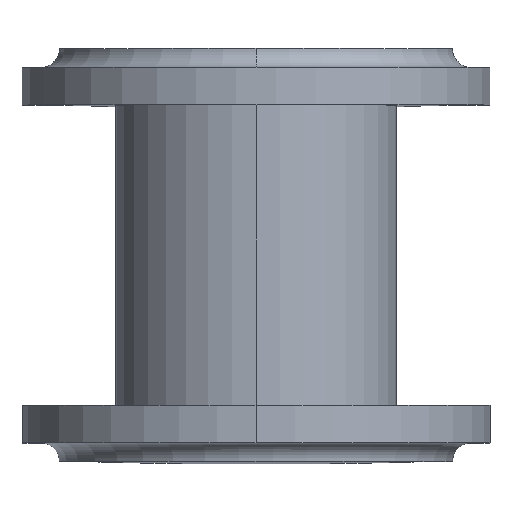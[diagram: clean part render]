
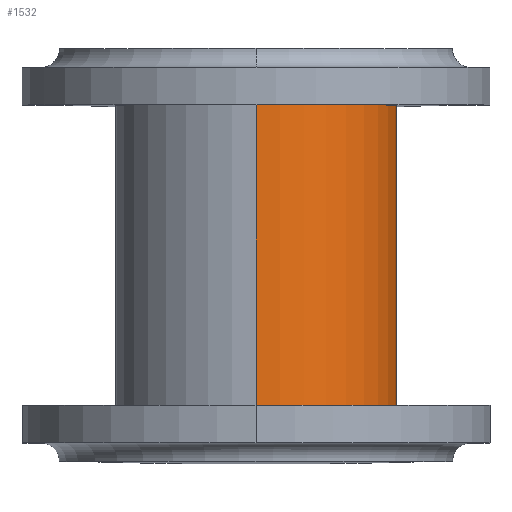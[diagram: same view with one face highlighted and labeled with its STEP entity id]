
A CAD part, top view. The second image highlights one B-rep face of the part: STEP entity #1532.
In plain terms, the highlighted cylindrical face has radius 75 mm (diameter 150 mm), a partial arc.
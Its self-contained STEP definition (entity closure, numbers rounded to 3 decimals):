
#12 = VERTEX_POINT ( 'NONE', #1518 ) ;
#13 = DIRECTION ( 'NONE',  ( 0., -1., 0. ) ) ;
#38 = VERTEX_POINT ( 'NONE', #864 ) ;
#115 = EDGE_CURVE ( 'NONE', #38, #1546, #2050, .T. ) ;
#161 = CARTESIAN_POINT ( 'NONE',  ( 0., 90., -75. ) ) ;
#162 = EDGE_CURVE ( 'NONE', #509, #1546, #257, .T. ) ;
#188 = CARTESIAN_POINT ( 'NONE',  ( 0., -80., 0. ) ) ;
#219 = DIRECTION ( 'NONE',  ( 0., 1., 0. ) ) ;
#230 = DIRECTION ( 'NONE',  ( 0., 0., 1. ) ) ;
#257 = LINE ( 'NONE', #1539, #1581 ) ;
#267 = CYLINDRICAL_SURFACE ( 'NONE', #305, 75. ) ;
#305 = AXIS2_PLACEMENT_3D ( 'NONE', #1250, #1224, #1567 ) ;
#382 = CARTESIAN_POINT ( 'NONE',  ( 0., 80., 0. ) ) ;
#416 = CARTESIAN_POINT ( 'NONE',  ( 0., -80., 75. ) ) ;
#509 = VERTEX_POINT ( 'NONE', #1552 ) ;
#575 = DIRECTION ( 'NONE',  ( 0., -1., 0. ) ) ;
#681 = LINE ( 'NONE', #161, #1833 ) ;
#781 = CIRCLE ( 'NONE', #1014, 75. ) ;
#796 = EDGE_CURVE ( 'NONE', #509, #12, #781, .T. ) ;
#853 = DIRECTION ( 'NONE',  ( 0., 0., -1. ) ) ;
#863 = EDGE_CURVE ( 'NONE', #12, #38, #681, .T. ) ;
#864 = CARTESIAN_POINT ( 'NONE',  ( 0., -80., -75. ) ) ;
#879 = ORIENTED_EDGE ( 'NONE', *, *, #796, .F. ) ;
#971 = ORIENTED_EDGE ( 'NONE', *, *, #162, .T. ) ;
#1014 = AXIS2_PLACEMENT_3D ( 'NONE', #382, #219, #230 ) ;
#1070 = FACE_OUTER_BOUND ( 'NONE', #1834, .T. ) ;
#1157 = ORIENTED_EDGE ( 'NONE', *, *, #115, .F. ) ;
#1178 = DIRECTION ( 'NONE',  ( 0., -1., 0. ) ) ;
#1224 = DIRECTION ( 'NONE',  ( 0., -1., 0. ) ) ;
#1250 = CARTESIAN_POINT ( 'NONE',  ( 0., 90., 0. ) ) ;
#1360 = AXIS2_PLACEMENT_3D ( 'NONE', #188, #1178, #853 ) ;
#1518 = CARTESIAN_POINT ( 'NONE',  ( 0., 80., -75. ) ) ;
#1532 = ADVANCED_FACE ( 'NONE', ( #1070 ), #267, .T. ) ;
#1539 = CARTESIAN_POINT ( 'NONE',  ( 0., 90., 75. ) ) ;
#1546 = VERTEX_POINT ( 'NONE', #416 ) ;
#1552 = CARTESIAN_POINT ( 'NONE',  ( 0., 80., 75. ) ) ;
#1567 = DIRECTION ( 'NONE',  ( 0., 0., -1. ) ) ;
#1581 = VECTOR ( 'NONE', #575, 1000. ) ;
#1833 = VECTOR ( 'NONE', #13, 1000. ) ;
#1834 = EDGE_LOOP ( 'NONE', ( #879, #971, #1157, #1970 ) ) ;
#1970 = ORIENTED_EDGE ( 'NONE', *, *, #863, .F. ) ;
#2050 = CIRCLE ( 'NONE', #1360, 75. ) ;
